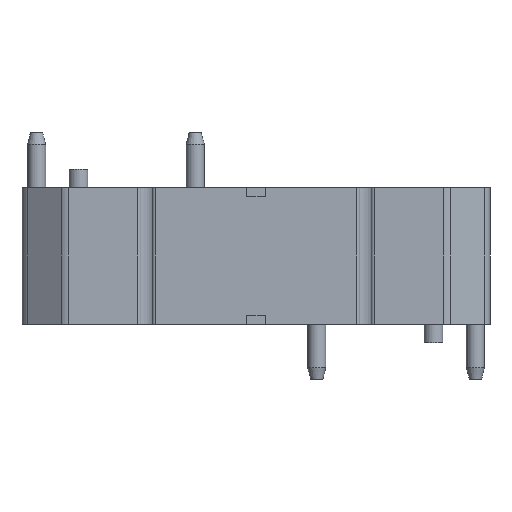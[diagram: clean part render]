
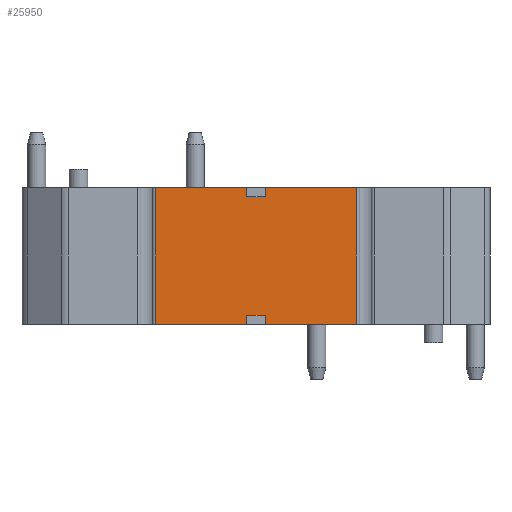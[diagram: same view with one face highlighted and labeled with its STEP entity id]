
A CAD part, front view. The second image highlights one B-rep face of the part: STEP entity #25950.
In plain terms, the highlighted planar face has unit normal (0, -1, 0).
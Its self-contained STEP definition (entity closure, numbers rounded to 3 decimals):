
#1680=CARTESIAN_POINT('',(-101.891,-49.742,22.5));
#1690=VERTEX_POINT('',#1680);
#1720=CARTESIAN_POINT('',(-101.891,-49.742,22.5));
#1730=DIRECTION('',(0.,0.,1.));
#1740=VECTOR('',#1730,1.);
#1750=LINE('',#1720,#1740);
#1760=CARTESIAN_POINT('',(-101.891,-49.742,0.));
#1770=VERTEX_POINT('',#1760);
#1780=EDGE_CURVE('',#1770,#1690,#1750,.T.);
#7270=CARTESIAN_POINT('',(-68.741,-49.742,22.5));
#7280=VERTEX_POINT('',#7270);
#7310=CARTESIAN_POINT('',(0.,-49.742,22.5));
#7320=DIRECTION('',(-1.,0.,0.));
#7330=VECTOR('',#7320,1.);
#7340=LINE('',#7310,#7330);
#7350=CARTESIAN_POINT('',(-83.816,-49.742,22.5));
#7360=VERTEX_POINT('',#7350);
#7370=EDGE_CURVE('',#7280,#7360,#7340,.T.);
#7590=CARTESIAN_POINT('',(-86.816,-49.742,22.5));
#7600=VERTEX_POINT('',#7590);
#7630=EDGE_CURVE('',#7600,#1690,#7340,.T.);
#16320=CARTESIAN_POINT('',(-83.816,-49.742,0.));
#16330=VERTEX_POINT('',#16320);
#16500=CARTESIAN_POINT('',(-83.816,-49.742,1.5));
#16510=VERTEX_POINT('',#16500);
#16540=CARTESIAN_POINT('',(-83.816,-49.742,0.));
#16550=DIRECTION('',(0.,0.,1.));
#16560=VECTOR('',#16550,1.);
#16570=LINE('',#16540,#16560);
#16580=EDGE_CURVE('',#16330,#16510,#16570,.T.);
#23790=CARTESIAN_POINT('',(-101.891,-49.742,0.));
#23800=DIRECTION('',(0.,-1.,0.));
#23810=DIRECTION('',(-1.,0.,0.));
#23820=AXIS2_PLACEMENT_3D('',#23790,#23800,#23810);
#23830=PLANE('',#23820);
#25350=ORIENTED_EDGE('',*,*,#7630,.T.);
#25360=CARTESIAN_POINT('',(-86.816,-49.742,0.));
#25370=DIRECTION('',(0.,0.,-1.));
#25380=VECTOR('',#25370,1.);
#25390=LINE('',#25360,#25380);
#25400=CARTESIAN_POINT('',(-86.816,-49.742,21.));
#25410=VERTEX_POINT('',#25400);
#25420=EDGE_CURVE('',#7600,#25410,#25390,.T.);
#25430=ORIENTED_EDGE('',*,*,#25420,.F.);
#25440=CARTESIAN_POINT('',(0.,-49.742,21.));
#25450=DIRECTION('',(1.,0.,0.));
#25460=VECTOR('',#25450,1.);
#25470=LINE('',#25440,#25460);
#25480=CARTESIAN_POINT('',(-83.816,-49.742,21.));
#25490=VERTEX_POINT('',#25480);
#25500=EDGE_CURVE('',#25410,#25490,#25470,.T.);
#25510=ORIENTED_EDGE('',*,*,#25500,.F.);
#25520=CARTESIAN_POINT('',(-83.816,-49.742,0.));
#25530=DIRECTION('',(0.,0.,1.));
#25540=VECTOR('',#25530,1.);
#25550=LINE('',#25520,#25540);
#25560=EDGE_CURVE('',#25490,#7360,#25550,.T.);
#25570=ORIENTED_EDGE('',*,*,#25560,.F.);
#25580=ORIENTED_EDGE('',*,*,#7370,.T.);
#25590=CARTESIAN_POINT('',(-68.741,-49.742,22.5));
#25600=DIRECTION('',(0.,0.,1.));
#25610=VECTOR('',#25600,1.);
#25620=LINE('',#25590,#25610);
#25630=CARTESIAN_POINT('',(-68.741,-49.742,0.));
#25640=VERTEX_POINT('',#25630);
#25650=EDGE_CURVE('',#25640,#7280,#25620,.T.);
#25660=ORIENTED_EDGE('',*,*,#25650,.T.);
#25670=CARTESIAN_POINT('',(0.,-49.742,0.));
#25680=DIRECTION('',(1.,0.,0.));
#25690=VECTOR('',#25680,1.);
#25700=LINE('',#25670,#25690);
#25710=EDGE_CURVE('',#16330,#25640,#25700,.T.);
#25720=ORIENTED_EDGE('',*,*,#25710,.T.);
#25730=ORIENTED_EDGE('',*,*,#16580,.F.);
#25740=CARTESIAN_POINT('',(0.,-49.742,1.5));
#25750=DIRECTION('',(-1.,0.,0.));
#25760=VECTOR('',#25750,1.);
#25770=LINE('',#25740,#25760);
#25780=CARTESIAN_POINT('',(-86.816,-49.742,1.5));
#25790=VERTEX_POINT('',#25780);
#25800=EDGE_CURVE('',#16510,#25790,#25770,.T.);
#25810=ORIENTED_EDGE('',*,*,#25800,.F.);
#25820=CARTESIAN_POINT('',(-86.816,-49.742,0.));
#25830=DIRECTION('',(0.,0.,-1.));
#25840=VECTOR('',#25830,1.);
#25850=LINE('',#25820,#25840);
#25860=CARTESIAN_POINT('',(-86.816,-49.742,0.));
#25870=VERTEX_POINT('',#25860);
#25880=EDGE_CURVE('',#25790,#25870,#25850,.T.);
#25890=ORIENTED_EDGE('',*,*,#25880,.F.);
#25900=EDGE_CURVE('',#1770,#25870,#25700,.T.);
#25910=ORIENTED_EDGE('',*,*,#25900,.T.);
#25920=ORIENTED_EDGE('',*,*,#1780,.F.);
#25930=EDGE_LOOP('',(#25920,#25910,#25890,#25810,#25730,#25720,#25660,
#25580,#25570,#25510,#25430,#25350));
#25940=FACE_OUTER_BOUND('',#25930,.T.);
#25950=ADVANCED_FACE('',(#25940),#23830,.T.);
